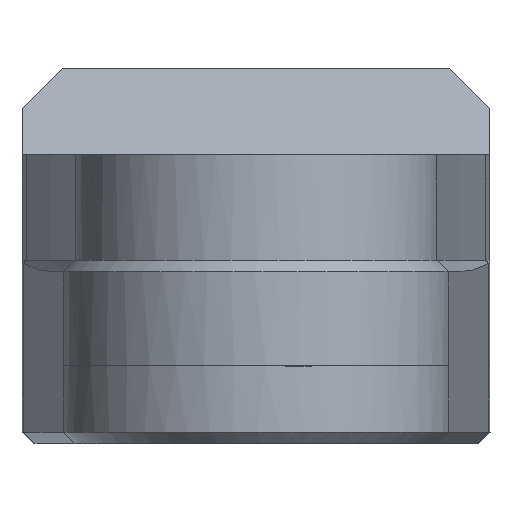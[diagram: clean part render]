
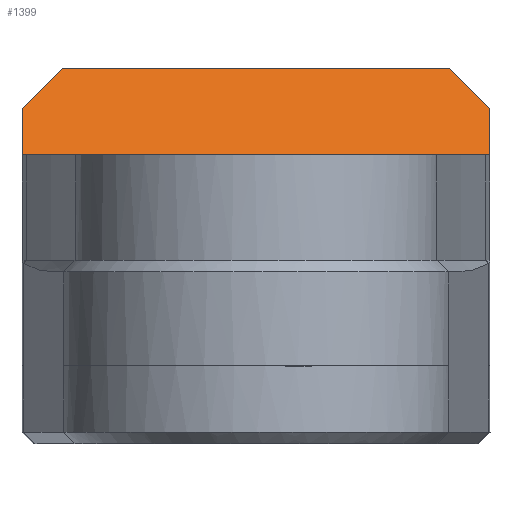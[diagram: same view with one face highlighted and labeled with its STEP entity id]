
A CAD part, left-side view. The second image highlights one B-rep face of the part: STEP entity #1399.
In plain terms, the highlighted planar face has unit normal (-0.707, 0, 0.707).
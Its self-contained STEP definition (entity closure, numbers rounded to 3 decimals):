
#106=PLANE('',#1506);
#152=FACE_OUTER_BOUND('',#242,.T.);
#242=EDGE_LOOP('',(#976,#977,#978,#979,#980,#981));
#336=LINE('',#1896,#476);
#337=LINE('',#1898,#477);
#338=LINE('',#1900,#478);
#339=LINE('',#1902,#479);
#340=LINE('',#1904,#480);
#341=LINE('',#1905,#481);
#476=VECTOR('',#1596,10.);
#477=VECTOR('',#1597,10.);
#478=VECTOR('',#1598,10.);
#479=VECTOR('',#1599,10.);
#480=VECTOR('',#1600,10.);
#481=VECTOR('',#1601,10.);
#639=VERTEX_POINT('',#1894);
#640=VERTEX_POINT('',#1895);
#641=VERTEX_POINT('',#1897);
#642=VERTEX_POINT('',#1899);
#643=VERTEX_POINT('',#1901);
#644=VERTEX_POINT('',#1903);
#766=EDGE_CURVE('',#639,#640,#336,.T.);
#767=EDGE_CURVE('',#640,#641,#337,.T.);
#768=EDGE_CURVE('',#641,#642,#338,.T.);
#769=EDGE_CURVE('',#642,#643,#339,.T.);
#770=EDGE_CURVE('',#643,#644,#340,.T.);
#771=EDGE_CURVE('',#644,#639,#341,.T.);
#976=ORIENTED_EDGE('',*,*,#766,.T.);
#977=ORIENTED_EDGE('',*,*,#767,.T.);
#978=ORIENTED_EDGE('',*,*,#768,.T.);
#979=ORIENTED_EDGE('',*,*,#769,.T.);
#980=ORIENTED_EDGE('',*,*,#770,.T.);
#981=ORIENTED_EDGE('',*,*,#771,.T.);
#1399=ADVANCED_FACE('',(#152),#106,.T.);
#1506=AXIS2_PLACEMENT_3D('',#1893,#1594,#1595);
#1594=DIRECTION('center_axis',(-0.707,0.,
0.707));
#1595=DIRECTION('ref_axis',(0.707,0.,0.707));
#1596=DIRECTION('',(-0.707,0.,-0.707));
#1597=DIRECTION('',(0.,-1.,0.));
#1598=DIRECTION('',(0.707,0.,0.707));
#1599=DIRECTION('',(0.577,0.577,0.577));
#1600=DIRECTION('',(0.,1.,0.));
#1601=DIRECTION('',(-0.577,0.577,-0.577));
#1893=CARTESIAN_POINT('Origin',(-8.15,0.472,11.565));
#1894=CARTESIAN_POINT('',(-8.05,8.572,11.665));
#1895=CARTESIAN_POINT('',(-9.65,8.572,10.065));
#1896=CARTESIAN_POINT('',(-3.05,8.572,16.665));
#1897=CARTESIAN_POINT('',(-9.65,-7.628,10.065));
#1898=CARTESIAN_POINT('',(-9.65,0.472,10.065));
#1899=CARTESIAN_POINT('',(-8.05,-7.628,11.665));
#1900=CARTESIAN_POINT('',(-10.,-7.628,9.715));
#1901=CARTESIAN_POINT('',(-6.65,-6.228,13.065));
#1902=CARTESIAN_POINT('',(-6.834,-6.412,12.882));
#1903=CARTESIAN_POINT('',(-6.65,7.172,13.065));
#1904=CARTESIAN_POINT('',(-6.65,0.472,13.065));
#1905=CARTESIAN_POINT('',(-4.634,5.155,15.082));
